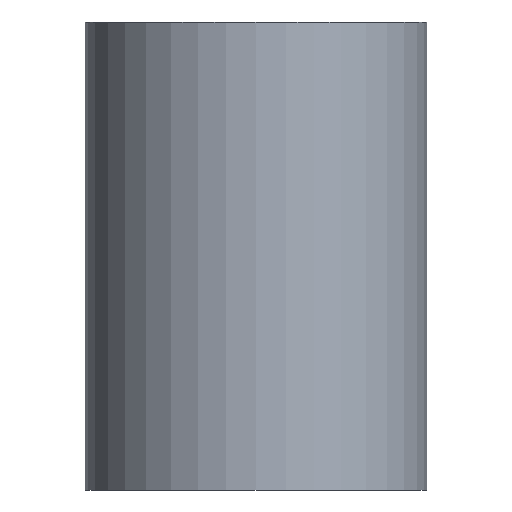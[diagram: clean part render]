
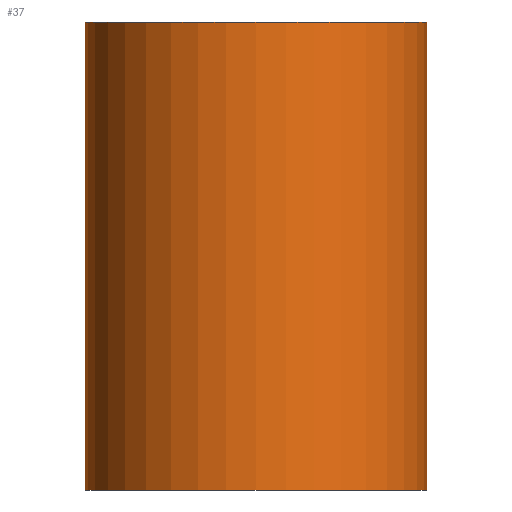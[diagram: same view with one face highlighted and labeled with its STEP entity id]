
A CAD part, left-side view. The second image highlights one B-rep face of the part: STEP entity #37.
In plain terms, the highlighted cylindrical face has radius 36.513 mm (diameter 73.025 mm), a partial arc.
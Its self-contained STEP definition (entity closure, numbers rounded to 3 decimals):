
#37=ADVANCED_FACE('',(#49),#124,.T.);
#49=FACE_OUTER_BOUND('',#62,.F.);
#62=EDGE_LOOP('',(#83,#84,#85,#86));
#83=ORIENTED_EDGE('',*,*,#215,.T.);
#84=ORIENTED_EDGE('',*,*,#217,.T.);
#85=ORIENTED_EDGE('',*,*,#216,.F.);
#86=ORIENTED_EDGE('',*,*,#218,.T.);
#124=CYLINDRICAL_SURFACE('',#308,36.513);
#189=LINE('',#420,#197);
#190=LINE('',#421,#198);
#197=VECTOR('',#344,100.);
#198=VECTOR('',#345,100.);
#215=EDGE_CURVE('',#250,#251,#189,.T.);
#216=EDGE_CURVE('',#249,#252,#190,.T.);
#217=EDGE_CURVE('',#251,#252,#239,.T.);
#218=EDGE_CURVE('',#249,#250,#240,.T.);
#239=CIRCLE('',#300,36.513);
#240=CIRCLE('',#301,36.513);
#249=VERTEX_POINT('',#398);
#250=VERTEX_POINT('',#399);
#251=VERTEX_POINT('',#400);
#252=VERTEX_POINT('',#401);
#300=AXIS2_PLACEMENT_3D('',#422,#346,#347);
#301=AXIS2_PLACEMENT_3D('',#423,#348,#349);
#308=AXIS2_PLACEMENT_3D('',#436,#368,#369);
#344=DIRECTION('',(0.,0.,-1.));
#345=DIRECTION('',(0.,0.,-1.));
#346=DIRECTION('',(0.,0.,-1.));
#347=DIRECTION('',(0.,-1.,0.));
#348=DIRECTION('',(0.,0.,1.));
#349=DIRECTION('',(0.,1.,0.));
#368=DIRECTION('',(0.,0.,1.));
#369=DIRECTION('',(0.,1.,0.));
#398=CARTESIAN_POINT('',(284.375,455.765,623.584));
#399=CARTESIAN_POINT('',(284.375,382.74,623.584));
#400=CARTESIAN_POINT('',(284.375,382.74,523.584));
#401=CARTESIAN_POINT('',(284.375,455.765,523.584));
#420=CARTESIAN_POINT('',(284.375,382.74,623.584));
#421=CARTESIAN_POINT('',(284.375,455.765,623.584));
#422=CARTESIAN_POINT('',(284.375,419.252,523.584));
#423=CARTESIAN_POINT('',(284.375,419.252,623.584));
#436=CARTESIAN_POINT('',(284.375,419.252,623.584));
